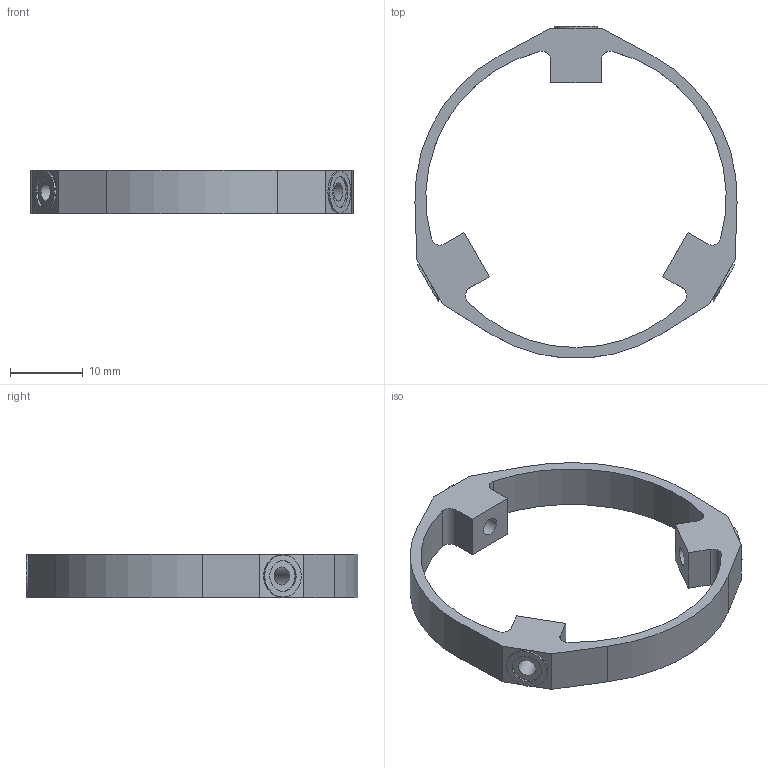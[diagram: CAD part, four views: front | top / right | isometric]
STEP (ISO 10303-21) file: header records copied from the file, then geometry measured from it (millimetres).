
FILE_DESCRIPTION(/* description */ ('STEP AP242','CAx-IF Rec.Pracs.---Representation and Presentation of Product Manufacturing Information (PMI)---4.0---2014-10-13','CAx-IF Rec.Pracs.---3D Tessellated Geometry---0.4---2014-09-14','2;1'),/* implementation_level */ '2;1');
FILE_NAME(/* name */ '64410aa575e4c8633a65a574',/* time_stamp */ '2023-04-20T09:49:26+00:00',/* author */ (''),/* organization */ (''),/* preprocessor_version */ 'ST-DEVELOPER v18.102',/* originating_system */ ' ',/* authorisation */ ' ');
FILE_SCHEMA (('AP242_MANAGED_MODEL_BASED_3D_ENGINEERING_MIM_LF { 1 0 10303 442 1 1 4 }'));
Length unit declared in the file: metre
Products named in the file (1): MP00015_Plate_Ring
Bounding box: 44.38 x 45.73 x 6 mm (x, y, z)
Volume: 2005.8 mm3; surface area: 2647.9 mm2
Topology: 1 solids, 1 shells, 47 faces, 118 edges, 79 vertices
Faces by surface type: plane 26, cylinder 21
Full cylindrical faces by diameter (mm): 2.5 x3, 4.2 x3, 5.8 x3
Entity records: 1406 total; most frequent: DIRECTION 246, CARTESIAN_POINT 234, ORIENTED_EDGE 216, EDGE_CURVE 108, AXIS2_PLACEMENT_3D 90, VERTEX_POINT 78, EDGE_LOOP 70, FACE_BOUND 70
